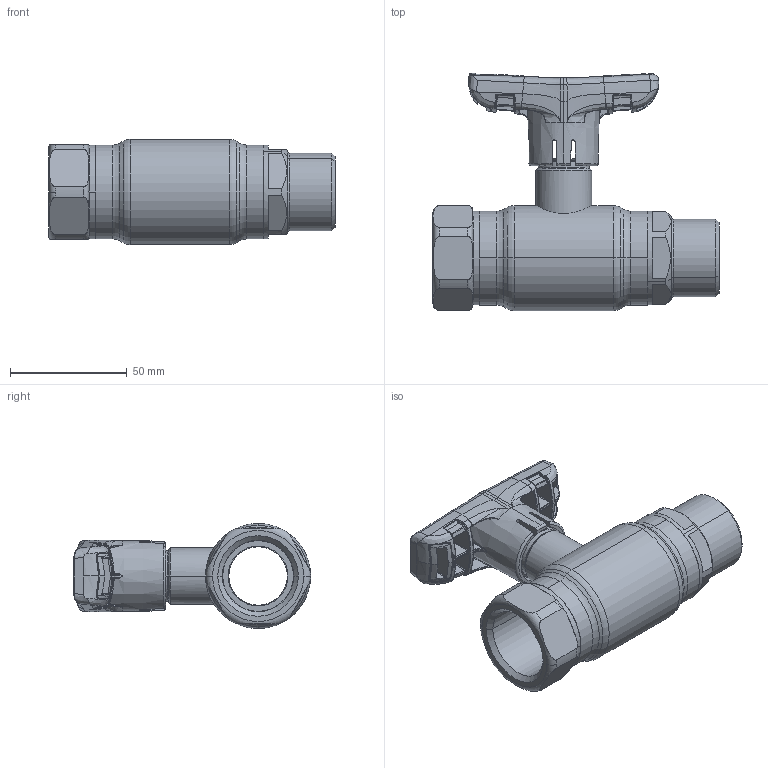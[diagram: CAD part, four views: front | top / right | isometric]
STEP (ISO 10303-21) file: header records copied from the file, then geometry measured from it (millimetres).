
FILE_DESCRIPTION (( 'STEP AP214' ), '1' );
FILE_NAME ('1025002400-1400.step', '2024-01-15T11:37:58', ( '' ), ( '' ), 'SwSTEP 2.0', 'SolidWorks 2021', '' );
FILE_SCHEMA (( 'AUTOMOTIVE_DESIGN' ));
Length unit declared in the file: millimetre
Products named in the file (1): 1025002400-1400
Bounding box: 122.5 x 101.58 x 45 mm (x, y, z)
Surface area: 38494.3 mm2 (no closed solid volume)
Topology: 0 solids, 6 shells, 664 faces, 1895 edges, 1181 vertices
Faces by surface type: bspline 498, plane 63, cylinder 47, torus 30, cone 22, sphere 4
Entity records: 57338 total; most frequent: CARTESIAN_POINT 37251, ORIENTED_EDGE 3375, EDGE_CURVE 1883, DIRECTION 1343, B_SPLINE_CURVE_WITH_KNOTS 1285, VERTEX_POINT 1178, EDGE_LOOP 672, UNCERTAINTY_MEASURE_WITH_UNIT 663
